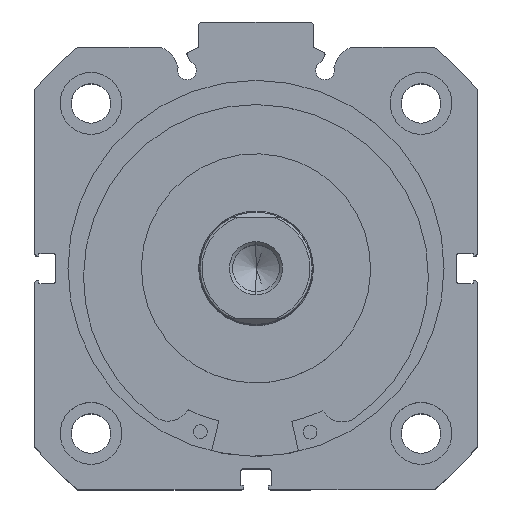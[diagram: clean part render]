
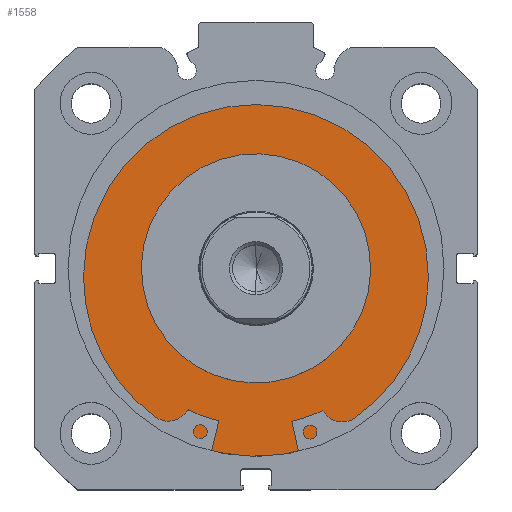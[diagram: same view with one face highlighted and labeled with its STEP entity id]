
A CAD part, top view. The second image highlights one B-rep face of the part: STEP entity #1558.
In plain terms, the highlighted face is planar.
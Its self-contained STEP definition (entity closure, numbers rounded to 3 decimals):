
#2 = CARTESIAN_POINT ( 'NONE',  ( 4., 0., 25. ) ) ;
#4 = CARTESIAN_POINT ( 'NONE',  ( 4., 0., -25. ) ) ;
#88 = CARTESIAN_POINT ( 'NONE',  ( 4., 0., 41. ) ) ;
#468 = CARTESIAN_POINT ( 'NONE',  ( 4., 0., -41. ) ) ;
#1349 = ORIENTED_EDGE ( 'NONE', *, *, #6491, .T. ) ;
#1391 = ORIENTED_EDGE ( 'NONE', *, *, #6509, .T. ) ;
#1405 = ORIENTED_EDGE ( 'NONE', *, *, #6335, .F. ) ;
#1406 = ORIENTED_EDGE ( 'NONE', *, *, #6513, .F. ) ;
#1558 = ADVANCED_FACE ( 'NONE', ( #4525, #4536 ), #7095, .F. ) ;
#1783 = VERTEX_POINT ( 'NONE', #468 ) ;
#2482 = CARTESIAN_POINT ( 'NONE',  ( 4., 0., 0. ) ) ;
#2492 = DIRECTION ( 'NONE',  ( -1., 0., 0. ) ) ;
#2493 = DIRECTION ( 'NONE',  ( 0., 0., 1. ) ) ;
#2924 = CARTESIAN_POINT ( 'NONE',  ( 4., 0., 0. ) ) ;
#2925 = DIRECTION ( 'NONE',  ( -1., 0., 0. ) ) ;
#2926 = DIRECTION ( 'NONE',  ( 0., 0., 1. ) ) ;
#2973 = CARTESIAN_POINT ( 'NONE',  ( 4., 0., 0. ) ) ;
#2977 = DIRECTION ( 'NONE',  ( -1., 0., 0. ) ) ;
#2978 = DIRECTION ( 'NONE',  ( 0., 0., 1. ) ) ;
#2981 = CARTESIAN_POINT ( 'NONE',  ( 4., 0., 0. ) ) ;
#2988 = DIRECTION ( 'NONE',  ( -1., 0., 0. ) ) ;
#2989 = DIRECTION ( 'NONE',  ( 0., 0., 1. ) ) ;
#3427 = CIRCLE ( 'NONE', #5253, 25. ) ;
#3648 = CIRCLE ( 'NONE', #5433, 41. ) ;
#3671 = CIRCLE ( 'NONE', #5385, 41. ) ;
#3677 = CIRCLE ( 'NONE', #5383, 25. ) ;
#4111 = EDGE_LOOP ( 'NONE', ( #1391, #1349 ) ) ;
#4112 = EDGE_LOOP ( 'NONE', ( #1406, #1405 ) ) ;
#4525 = FACE_BOUND ( 'NONE', #4112, .T. ) ;
#4536 = FACE_OUTER_BOUND ( 'NONE', #4111, .T. ) ;
#5253 = AXIS2_PLACEMENT_3D ( 'NONE', #2482, #2492, #2493 ) ;
#5383 = AXIS2_PLACEMENT_3D ( 'NONE', #2981, #2988, #2989 ) ;
#5385 = AXIS2_PLACEMENT_3D ( 'NONE', #2973, #2977, #2978 ) ;
#5433 = AXIS2_PLACEMENT_3D ( 'NONE', #2924, #2925, #2926 ) ;
#5585 = VERTEX_POINT ( 'NONE', #88 ) ;
#5619 = VERTEX_POINT ( 'NONE', #4 ) ;
#5620 = VERTEX_POINT ( 'NONE', #2 ) ;
#6045 = AXIS2_PLACEMENT_3D ( 'NONE', #7096, #7094, #7091 ) ;
#6335 = EDGE_CURVE ( 'NONE', #5619, #5620, #3427, .T. ) ;
#6491 = EDGE_CURVE ( 'NONE', #1783, #5585, #3648, .T. ) ;
#6509 = EDGE_CURVE ( 'NONE', #5585, #1783, #3671, .T. ) ;
#6513 = EDGE_CURVE ( 'NONE', #5620, #5619, #3677, .T. ) ;
#7091 = DIRECTION ( 'NONE',  ( 0., 0., -1. ) ) ;
#7094 = DIRECTION ( 'NONE',  ( 1., 0., 0. ) ) ;
#7095 = PLANE ( 'NONE',  #6045 ) ;
#7096 = CARTESIAN_POINT ( 'NONE',  ( 4., 41., 0. ) ) ;
